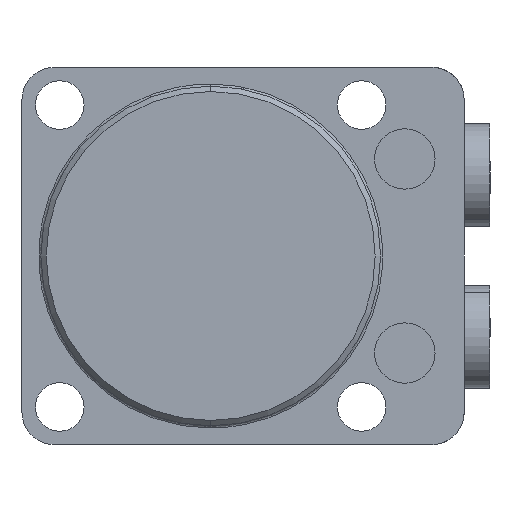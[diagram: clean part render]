
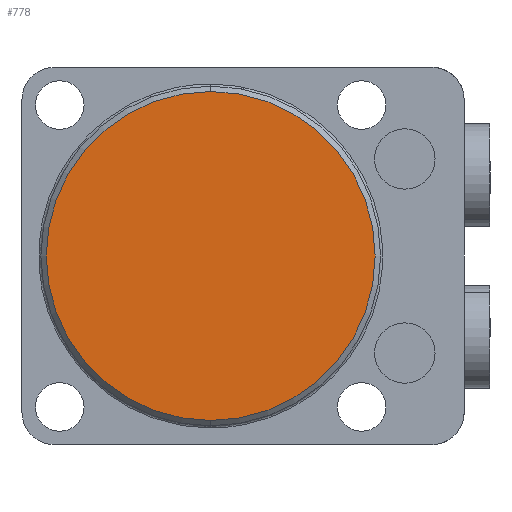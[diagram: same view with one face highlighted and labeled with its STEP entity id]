
A CAD part, front view. The second image highlights one B-rep face of the part: STEP entity #778.
In plain terms, the highlighted planar face has unit normal (0, -1, 0).
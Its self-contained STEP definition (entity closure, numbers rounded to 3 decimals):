
#222 = ORIENTED_EDGE ( 'NONE', *, *, #2420, .F. ) ;
#278 = ORIENTED_EDGE ( 'NONE', *, *, #2499, .F. ) ;
#361 = AXIS2_PLACEMENT_3D ( 'NONE', #1506, #1505, #1504 ) ;
#778 = ADVANCED_FACE ( 'NONE', ( #2156 ), #1130, .T. ) ;
#1125 = DIRECTION ( 'NONE',  ( 0., 0., -1. ) ) ;
#1126 = DIRECTION ( 'NONE',  ( 0., -1., 0. ) ) ;
#1130 = PLANE ( 'NONE',  #3847 ) ;
#1132 = CARTESIAN_POINT ( 'NONE',  ( 0., -77.5, 0. ) ) ;
#1504 = DIRECTION ( 'NONE',  ( 0., 0., 1. ) ) ;
#1505 = DIRECTION ( 'NONE',  ( 0., 1., 0. ) ) ;
#1506 = CARTESIAN_POINT ( 'NONE',  ( 0., -77.5, 0. ) ) ;
#1997 = VERTEX_POINT ( 'NONE', #3372 ) ;
#2002 = VERTEX_POINT ( 'NONE', #3367 ) ;
#2156 = FACE_OUTER_BOUND ( 'NONE', #2930, .T. ) ;
#2420 = EDGE_CURVE ( 'NONE', #2002, #1997, #4057, .T. ) ;
#2499 = EDGE_CURVE ( 'NONE', #1997, #2002, #4144, .T. ) ;
#2930 = EDGE_LOOP ( 'NONE', ( #222, #278 ) ) ;
#3328 = DIRECTION ( 'NONE',  ( 0., 0., 1. ) ) ;
#3329 = DIRECTION ( 'NONE',  ( 0., 1., 0. ) ) ;
#3330 = CARTESIAN_POINT ( 'NONE',  ( 0., -77.5, 0. ) ) ;
#3367 = CARTESIAN_POINT ( 'NONE',  ( 0., -77.5, 30.5 ) ) ;
#3372 = CARTESIAN_POINT ( 'NONE',  ( 0., -77.5, -30.5 ) ) ;
#3847 = AXIS2_PLACEMENT_3D ( 'NONE', #1132, #1126, #1125 ) ;
#3910 = AXIS2_PLACEMENT_3D ( 'NONE', #3330, #3329, #3328 ) ;
#4057 = CIRCLE ( 'NONE', #3910, 30.5 ) ;
#4144 = CIRCLE ( 'NONE', #361, 30.5 ) ;
